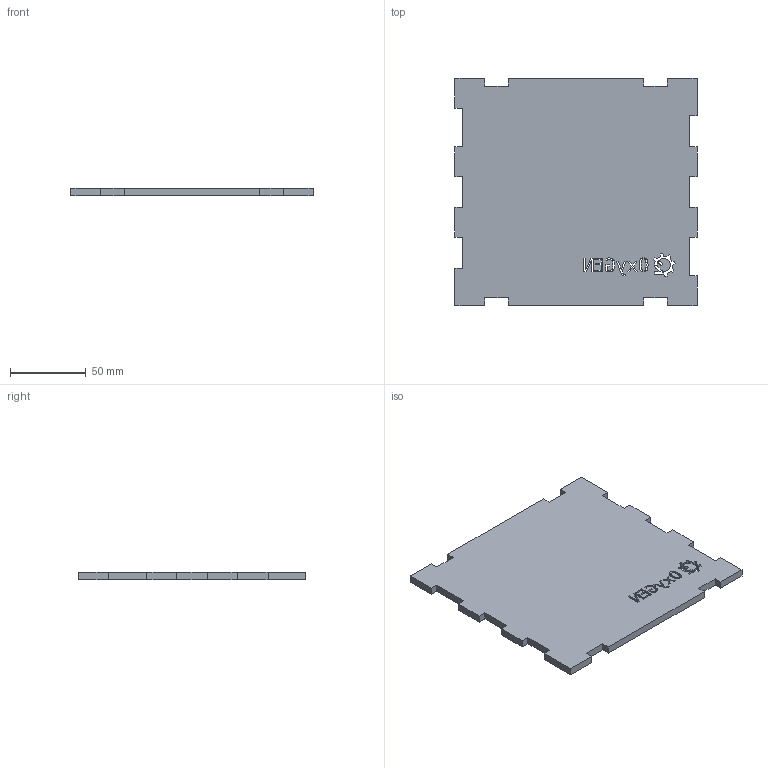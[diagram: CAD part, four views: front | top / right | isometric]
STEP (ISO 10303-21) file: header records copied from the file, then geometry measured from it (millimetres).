
FILE_DESCRIPTION(/* description */ (''),/* implementation_level */ '2;1');
FILE_NAME(/* name */ 'Oxygen Maker V2 Frontal Superior.step',/* time_stamp */ '2020-03-22T22:58:26+01:00',/* author */ (''),/* organization */ (''),/* preprocessor_version */ 'ST-DEVELOPER v18',/* originating_system */ 'Autodesk Translation Framework v8.12.0.6',/* authorisation */ '');
FILE_SCHEMA (('AUTOMOTIVE_DESIGN { 1 0 10303 214 3 1 1 }','PROCESS_PLANNING_SCHEMA'));
Length unit declared in the file: millimetre
Products named in the file (1): Oxygen Maker V2
Bounding box: 160 x 150 x 5 mm (x, y, z)
Volume: 113891.8 mm3; surface area: 50964.9 mm2
Topology: 1 solids, 1 shells, 191 faces, 567 edges, 378 vertices
Faces by surface type: plane 129, cylinder 62
Entity records: 6458 total; most frequent: CARTESIAN_POINT 1137, ORIENTED_EDGE 1134, DIRECTION 1075, EDGE_CURVE 567, LINE 443, VECTOR 443, VERTEX_POINT 378, AXIS2_PLACEMENT_3D 316
